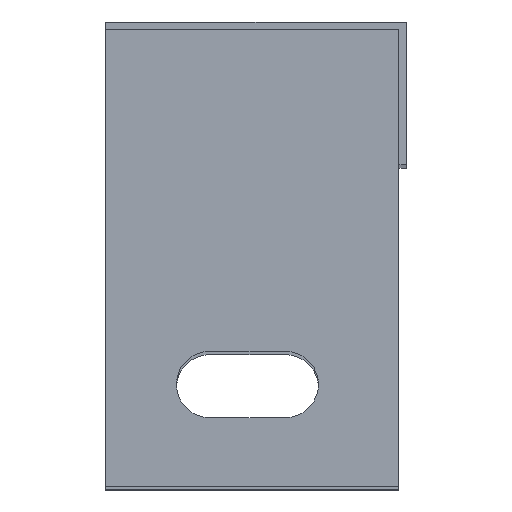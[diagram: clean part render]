
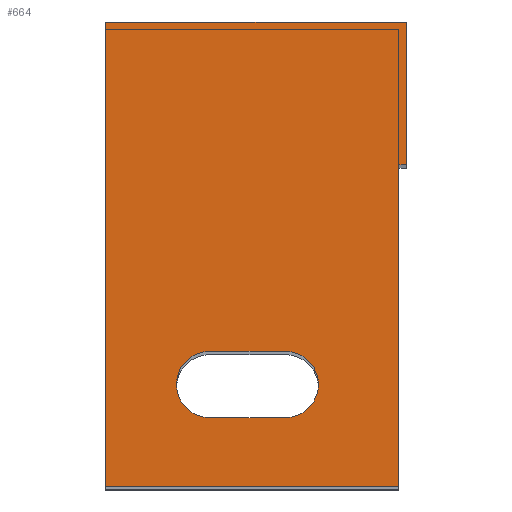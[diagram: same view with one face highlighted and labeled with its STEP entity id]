
A CAD part, top view. The second image highlights one B-rep face of the part: STEP entity #664.
In plain terms, the highlighted planar face has unit normal (0, 0, 1).
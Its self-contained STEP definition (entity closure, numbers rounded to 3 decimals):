
#10 = CARTESIAN_POINT ( 'NONE',  ( 1473.5, -37.5, 199.8 ) ) ;
#23 = DIRECTION ( 'NONE',  ( 1., 0., 0. ) ) ;
#27 = EDGE_CURVE ( 'NONE', #34, #729, #722, .T. ) ;
#34 = VERTEX_POINT ( 'NONE', #485 ) ;
#49 = VECTOR ( 'NONE', #639, 1000. ) ;
#66 = DIRECTION ( 'NONE',  ( 0., 1., 0. ) ) ;
#69 = VECTOR ( 'NONE', #521, 1000. ) ;
#74 = EDGE_CURVE ( 'NONE', #243, #368, #160, .T. ) ;
#76 = CARTESIAN_POINT ( 'NONE',  ( 1492.5, -48.3, 199.8 ) ) ;
#80 = DIRECTION ( 'NONE',  ( 0., -1., 0. ) ) ;
#82 = EDGE_CURVE ( 'NONE', #673, #34, #189, .T. ) ;
#86 = EDGE_CURVE ( 'NONE', #185, #269, #754, .T. ) ;
#94 = VERTEX_POINT ( 'NONE', #197 ) ;
#96 = EDGE_CURVE ( 'NONE', #269, #249, #625, .T. ) ;
#121 = EDGE_CURVE ( 'NONE', #368, #652, #194, .T. ) ;
#122 = EDGE_CURVE ( 'NONE', #185, #652, #277, .T. ) ;
#132 = DIRECTION ( 'NONE',  ( -1., 0., 0. ) ) ;
#133 = ORIENTED_EDGE ( 'NONE', *, *, #27, .F. ) ;
#134 = CARTESIAN_POINT ( 'NONE',  ( 1462.5, -48.3, 199.8 ) ) ;
#136 = ORIENTED_EDGE ( 'NONE', *, *, #74, .F. ) ;
#145 = DIRECTION ( 'NONE',  ( 0., 1., 0. ) ) ;
#158 = ORIENTED_EDGE ( 'NONE', *, *, #82, .F. ) ;
#160 = LINE ( 'NONE', #706, #49 ) ;
#165 = VECTOR ( 'NONE', #145, 1000. ) ;
#171 = CARTESIAN_POINT ( 'NONE',  ( 1493.5, 0.8, 199.8 ) ) ;
#185 = VERTEX_POINT ( 'NONE', #188 ) ;
#188 = CARTESIAN_POINT ( 'NONE',  ( 1493.5, -48.3, 199.8 ) ) ;
#189 = LINE ( 'NONE', #702, #69 ) ;
#194 = LINE ( 'NONE', #251, #347 ) ;
#197 = CARTESIAN_POINT ( 'NONE',  ( 1473.5, -34., 199.8 ) ) ;
#229 = DIRECTION ( 'NONE',  ( 0., 0., 1. ) ) ;
#239 = VECTOR ( 'NONE', #66, 1000. ) ;
#240 = CARTESIAN_POINT ( 'NONE',  ( 1494.3, 0.8, 199.8 ) ) ;
#243 = VERTEX_POINT ( 'NONE', #240 ) ;
#249 = VERTEX_POINT ( 'NONE', #447 ) ;
#251 = CARTESIAN_POINT ( 'NONE',  ( 1494.3, -14.3, 199.8 ) ) ;
#254 = DIRECTION ( 'NONE',  ( -1., 0., 0. ) ) ;
#256 = CARTESIAN_POINT ( 'NONE',  ( 1473.5, -41., 199.8 ) ) ;
#259 = CARTESIAN_POINT ( 'NONE',  ( 1492.5, -1., 199.8 ) ) ;
#260 = ORIENTED_EDGE ( 'NONE', *, *, #86, .F. ) ;
#269 = VERTEX_POINT ( 'NONE', #134 ) ;
#277 = LINE ( 'NONE', #575, #239 ) ;
#315 = CARTESIAN_POINT ( 'NONE',  ( 1462.5, -1., 199.8 ) ) ;
#341 = ORIENTED_EDGE ( 'NONE', *, *, #441, .T. ) ;
#343 = CARTESIAN_POINT ( 'NONE',  ( 1481.5, -37.5, 199.8 ) ) ;
#345 = AXIS2_PLACEMENT_3D ( 'NONE', #343, #674, #23 ) ;
#346 = CARTESIAN_POINT ( 'NONE',  ( 1493.5, -14.3, 199.8 ) ) ;
#347 = VECTOR ( 'NONE', #756, 1000. ) ;
#352 = ORIENTED_EDGE ( 'NONE', *, *, #96, .F. ) ;
#353 = AXIS2_PLACEMENT_3D ( 'NONE', #10, #229, #561 ) ;
#363 = CARTESIAN_POINT ( 'NONE',  ( 1481.5, -34., 199.8 ) ) ;
#364 = CARTESIAN_POINT ( 'NONE',  ( 1481.5, -34., 199.8 ) ) ;
#368 = VERTEX_POINT ( 'NONE', #602 ) ;
#374 = VECTOR ( 'NONE', #254, 1000. ) ;
#376 = FACE_BOUND ( 'NONE', #573, .T. ) ;
#384 = AXIS2_PLACEMENT_3D ( 'NONE', #259, #466, #80 ) ;
#424 = EDGE_CURVE ( 'NONE', #94, #673, #442, .T. ) ;
#441 = EDGE_CURVE ( 'NONE', #243, #249, #761, .T. ) ;
#442 = CIRCLE ( 'NONE', #353, 3.5 ) ;
#447 = CARTESIAN_POINT ( 'NONE',  ( 1462.5, 0.8, 199.8 ) ) ;
#466 = DIRECTION ( 'NONE',  ( 0., 0., 1. ) ) ;
#485 = CARTESIAN_POINT ( 'NONE',  ( 1481.5, -41., 199.8 ) ) ;
#521 = DIRECTION ( 'NONE',  ( 1., 0., 0. ) ) ;
#528 = PLANE ( 'NONE',  #384 ) ;
#561 = DIRECTION ( 'NONE',  ( 1., 0., 0. ) ) ;
#573 = EDGE_LOOP ( 'NONE', ( #750, #687, #133, #158 ) ) ;
#575 = CARTESIAN_POINT ( 'NONE',  ( 1493.5, -48.3, 199.8 ) ) ;
#592 = ORIENTED_EDGE ( 'NONE', *, *, #121, .F. ) ;
#597 = ORIENTED_EDGE ( 'NONE', *, *, #122, .T. ) ;
#602 = CARTESIAN_POINT ( 'NONE',  ( 1494.3, -14.3, 199.8 ) ) ;
#608 = VECTOR ( 'NONE', #635, 1000. ) ;
#625 = LINE ( 'NONE', #315, #165 ) ;
#635 = DIRECTION ( 'NONE',  ( -1., 0., 0. ) ) ;
#639 = DIRECTION ( 'NONE',  ( 0., -1., 0. ) ) ;
#652 = VERTEX_POINT ( 'NONE', #346 ) ;
#664 = ADVANCED_FACE ( 'NONE', ( #376, #751 ), #528, .T. ) ;
#670 = VECTOR ( 'NONE', #132, 1000. ) ;
#673 = VERTEX_POINT ( 'NONE', #256 ) ;
#674 = DIRECTION ( 'NONE',  ( 0., 0., 1. ) ) ;
#687 = ORIENTED_EDGE ( 'NONE', *, *, #713, .F. ) ;
#690 = EDGE_LOOP ( 'NONE', ( #352, #260, #597, #592, #136, #341 ) ) ;
#702 = CARTESIAN_POINT ( 'NONE',  ( 1473.5, -41., 199.8 ) ) ;
#706 = CARTESIAN_POINT ( 'NONE',  ( 1494.3, -1.5, 199.8 ) ) ;
#709 = LINE ( 'NONE', #364, #608 ) ;
#713 = EDGE_CURVE ( 'NONE', #729, #94, #709, .T. ) ;
#722 = CIRCLE ( 'NONE', #345, 3.5 ) ;
#729 = VERTEX_POINT ( 'NONE', #363 ) ;
#750 = ORIENTED_EDGE ( 'NONE', *, *, #424, .F. ) ;
#751 = FACE_OUTER_BOUND ( 'NONE', #690, .T. ) ;
#754 = LINE ( 'NONE', #76, #374 ) ;
#756 = DIRECTION ( 'NONE',  ( -1., 0., 0. ) ) ;
#761 = LINE ( 'NONE', #171, #670 ) ;
